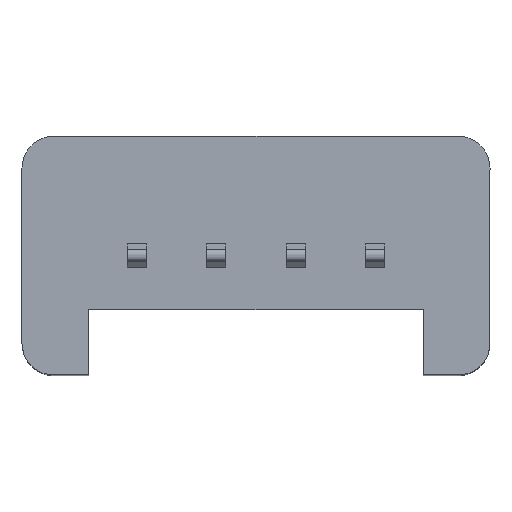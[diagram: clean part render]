
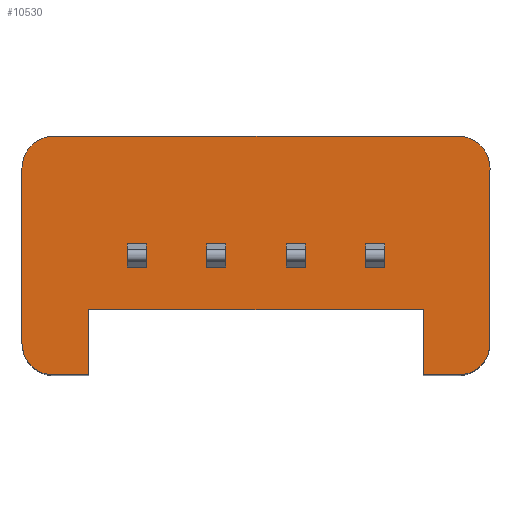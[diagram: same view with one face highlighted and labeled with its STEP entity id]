
A CAD part, top view. The second image highlights one B-rep face of the part: STEP entity #10530.
In plain terms, the highlighted planar face has unit normal (0, 0, 1).
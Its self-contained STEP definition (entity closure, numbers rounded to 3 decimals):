
#120=CARTESIAN_POINT('',(-9.922,33.385,14.2));
#130=VERTEX_POINT('',#120);
#920=CARTESIAN_POINT('',(2.778,33.385,14.2));
#930=VERTEX_POINT('',#920);
#960=CARTESIAN_POINT('',(0.,33.385,14.2));
#970=DIRECTION('',(1.,0.,0.));
#980=VECTOR('',#970,1.);
#990=LINE('',#960,#980);
#1000=EDGE_CURVE('',#130,#930,#990,.T.);
#4890=CARTESIAN_POINT('',(-10.922,26.885,14.2));
#4900=VERTEX_POINT('',#4890);
#4980=CARTESIAN_POINT('',(-10.922,32.385,14.2));
#4990=VERTEX_POINT('',#4980);
#5020=CARTESIAN_POINT('',(-10.922,0.,14.2));
#5030=DIRECTION('',(0.,1.,0.));
#5040=VECTOR('',#5030,1.);
#5050=LINE('',#5020,#5040);
#5060=EDGE_CURVE('',#4900,#4990,#5050,.T.);
#5270=CARTESIAN_POINT('',(3.778,32.385,14.2));
#5280=VERTEX_POINT('',#5270);
#5310=CARTESIAN_POINT('',(2.778,32.385,14.2));
#5320=DIRECTION('',(0.,0.,1.));
#5330=DIRECTION('',(1.,0.,0.));
#5340=AXIS2_PLACEMENT_3D('',#5310,#5320,#5330);
#5350=CIRCLE('',#5340,1.);
#5360=EDGE_CURVE('',#5280,#930,#5350,.T.);
#8090=CARTESIAN_POINT('',(3.778,26.885,14.2));
#8100=VERTEX_POINT('',#8090);
#8130=CARTESIAN_POINT('',(3.778,0.,14.2));
#8140=DIRECTION('',(0.,-1.,0.));
#8150=VECTOR('',#8140,1.);
#8160=LINE('',#8130,#8150);
#8170=EDGE_CURVE('',#5280,#8100,#8160,.T.);
#8670=CARTESIAN_POINT('',(-2.37,32.026,14.2));
#8680=DIRECTION('',(0.,0.,1.));
#8690=DIRECTION('',(1.,0.,0.));
#8700=AXIS2_PLACEMENT_3D('',#8670,#8680,#8690);
#8710=PLANE('',#8700);
#8720=CARTESIAN_POINT('',(2.778,26.885,14.2));
#8730=DIRECTION('',(0.,0.,1.));
#8740=DIRECTION('',(1.,0.,0.));
#8750=AXIS2_PLACEMENT_3D('',#8720,#8730,#8740);
#8760=CIRCLE('',#8750,1.);
#8770=CARTESIAN_POINT('',(2.778,25.885,14.2));
#8780=VERTEX_POINT('',#8770);
#8790=EDGE_CURVE('',#8780,#8100,#8760,.T.);
#8800=ORIENTED_EDGE('',*,*,#8790,.T.);
#8810=CARTESIAN_POINT('',(0.,25.885,14.2));
#8820=DIRECTION('',(-1.,0.,0.));
#8830=VECTOR('',#8820,1.);
#8840=LINE('',#8810,#8830);
#8850=CARTESIAN_POINT('',(1.678,25.885,14.2));
#8860=VERTEX_POINT('',#8850);
#8870=EDGE_CURVE('',#8780,#8860,#8840,.T.);
#8880=ORIENTED_EDGE('',*,*,#8870,.F.);
#8890=CARTESIAN_POINT('',(1.678,0.,14.2));
#8900=DIRECTION('',(0.,1.,0.));
#8910=VECTOR('',#8900,1.);
#8920=LINE('',#8890,#8910);
#8930=CARTESIAN_POINT('',(1.678,27.935,14.2));
#8940=VERTEX_POINT('',#8930);
#8950=EDGE_CURVE('',#8860,#8940,#8920,.T.);
#8960=ORIENTED_EDGE('',*,*,#8950,.F.);
#8970=CARTESIAN_POINT('',(0.,27.935,14.2));
#8980=DIRECTION('',(-1.,0.,0.));
#8990=VECTOR('',#8980,1.);
#9000=LINE('',#8970,#8990);
#9010=CARTESIAN_POINT('',(-8.822,27.935,14.2));
#9020=VERTEX_POINT('',#9010);
#9030=EDGE_CURVE('',#8940,#9020,#9000,.T.);
#9040=ORIENTED_EDGE('',*,*,#9030,.F.);
#9050=CARTESIAN_POINT('',(-8.822,0.,14.2));
#9060=DIRECTION('',(0.,-1.,0.));
#9070=VECTOR('',#9060,1.);
#9080=LINE('',#9050,#9070);
#9090=CARTESIAN_POINT('',(-8.822,25.885,14.2));
#9100=VERTEX_POINT('',#9090);
#9110=EDGE_CURVE('',#9020,#9100,#9080,.T.);
#9120=ORIENTED_EDGE('',*,*,#9110,.F.);
#9130=CARTESIAN_POINT('',(0.,25.885,14.2));
#9140=DIRECTION('',(-1.,0.,0.));
#9150=VECTOR('',#9140,1.);
#9160=LINE('',#9130,#9150);
#9170=CARTESIAN_POINT('',(-9.922,25.885,14.2));
#9180=VERTEX_POINT('',#9170);
#9190=EDGE_CURVE('',#9100,#9180,#9160,.T.);
#9200=ORIENTED_EDGE('',*,*,#9190,.F.);
#9210=CARTESIAN_POINT('',(-9.922,26.885,14.2));
#9220=DIRECTION('',(0.,0.,1.));
#9230=DIRECTION('',(1.,0.,0.));
#9240=AXIS2_PLACEMENT_3D('',#9210,#9220,#9230);
#9250=CIRCLE('',#9240,1.);
#9260=EDGE_CURVE('',#4900,#9180,#9250,.T.);
#9270=ORIENTED_EDGE('',*,*,#9260,.T.);
#9280=ORIENTED_EDGE('',*,*,#5060,.F.);
#9290=CARTESIAN_POINT('',(-9.922,32.385,14.2));
#9300=DIRECTION('',(0.,0.,1.));
#9310=DIRECTION('',(1.,0.,0.));
#9320=AXIS2_PLACEMENT_3D('',#9290,#9300,#9310);
#9330=CIRCLE('',#9320,1.);
#9340=EDGE_CURVE('',#130,#4990,#9330,.T.);
#9350=ORIENTED_EDGE('',*,*,#9340,.T.);
#9360=ORIENTED_EDGE('',*,*,#1000,.F.);
#9370=ORIENTED_EDGE('',*,*,#5360,.T.);
#9380=ORIENTED_EDGE('',*,*,#8170,.F.);
#9390=EDGE_LOOP('',(#9380,#9370,#9360,#9350,#9280,#9270,#9200,#9120,
#9040,#8960,#8880,#8800));
#9400=FACE_OUTER_BOUND('',#9390,.T.);
#9410=CARTESIAN_POINT('',(-0.122,0.,14.2));
#9420=DIRECTION('',(0.,-1.,0.));
#9430=VECTOR('',#9420,1.);
#9440=LINE('',#9410,#9430);
#9450=CARTESIAN_POINT('',(-0.122,30.,14.2));
#9460=VERTEX_POINT('',#9450);
#9470=CARTESIAN_POINT('',(-0.122,29.27,14.2));
#9480=VERTEX_POINT('',#9470);
#9490=EDGE_CURVE('',#9460,#9480,#9440,.T.);
#9500=ORIENTED_EDGE('',*,*,#9490,.F.);
#9510=CARTESIAN_POINT('',(0.,29.27,14.2));
#9520=DIRECTION('',(1.,0.,0.));
#9530=VECTOR('',#9520,1.);
#9540=LINE('',#9510,#9530);
#9550=CARTESIAN_POINT('',(0.478,29.27,14.2));
#9560=VERTEX_POINT('',#9550);
#9570=EDGE_CURVE('',#9480,#9560,#9540,.T.);
#9580=ORIENTED_EDGE('',*,*,#9570,.F.);
#9590=CARTESIAN_POINT('',(0.478,0.,14.2));
#9600=DIRECTION('',(0.,-1.,0.));
#9610=VECTOR('',#9600,1.);
#9620=LINE('',#9590,#9610);
#9630=CARTESIAN_POINT('',(0.478,30.,14.2));
#9640=VERTEX_POINT('',#9630);
#9650=EDGE_CURVE('',#9640,#9560,#9620,.T.);
#9660=ORIENTED_EDGE('',*,*,#9650,.T.);
#9670=CARTESIAN_POINT('',(0.,30.,14.2));
#9680=DIRECTION('',(-1.,0.,0.));
#9690=VECTOR('',#9680,1.);
#9700=LINE('',#9670,#9690);
#9710=EDGE_CURVE('',#9640,#9460,#9700,.T.);
#9720=ORIENTED_EDGE('',*,*,#9710,.F.);
#9730=EDGE_LOOP('',(#9720,#9660,#9580,#9500));
#9740=FACE_BOUND('',#9730,.T.);
#9750=CARTESIAN_POINT('',(-7.622,0.,14.2));
#9760=DIRECTION('',(0.,-1.,0.));
#9770=VECTOR('',#9760,1.);
#9780=LINE('',#9750,#9770);
#9790=CARTESIAN_POINT('',(-7.622,30.,14.2));
#9800=VERTEX_POINT('',#9790);
#9810=CARTESIAN_POINT('',(-7.622,29.27,14.2));
#9820=VERTEX_POINT('',#9810);
#9830=EDGE_CURVE('',#9800,#9820,#9780,.T.);
#9840=ORIENTED_EDGE('',*,*,#9830,.F.);
#9850=CARTESIAN_POINT('',(-7.022,29.27,14.2));
#9860=VERTEX_POINT('',#9850);
#9870=EDGE_CURVE('',#9820,#9860,#9540,.T.);
#9880=ORIENTED_EDGE('',*,*,#9870,.F.);
#9890=CARTESIAN_POINT('',(-7.022,0.,14.2));
#9900=DIRECTION('',(0.,-1.,0.));
#9910=VECTOR('',#9900,1.);
#9920=LINE('',#9890,#9910);
#9930=CARTESIAN_POINT('',(-7.022,30.,14.2));
#9940=VERTEX_POINT('',#9930);
#9950=EDGE_CURVE('',#9940,#9860,#9920,.T.);
#9960=ORIENTED_EDGE('',*,*,#9950,.T.);
#9970=EDGE_CURVE('',#9940,#9800,#9700,.T.);
#9980=ORIENTED_EDGE('',*,*,#9970,.F.);
#9990=EDGE_LOOP('',(#9980,#9960,#9880,#9840));
#10000=FACE_BOUND('',#9990,.T.);
#10010=CARTESIAN_POINT('',(-5.122,0.,14.2));
#10020=DIRECTION('',(0.,-1.,0.));
#10030=VECTOR('',#10020,1.);
#10040=LINE('',#10010,#10030);
#10050=CARTESIAN_POINT('',(-5.122,30.,14.2));
#10060=VERTEX_POINT('',#10050);
#10070=CARTESIAN_POINT('',(-5.122,29.27,14.2));
#10080=VERTEX_POINT('',#10070);
#10090=EDGE_CURVE('',#10060,#10080,#10040,.T.);
#10100=ORIENTED_EDGE('',*,*,#10090,.F.);
#10110=CARTESIAN_POINT('',(-4.522,29.27,14.2));
#10120=VERTEX_POINT('',#10110);
#10130=EDGE_CURVE('',#10080,#10120,#9540,.T.);
#10140=ORIENTED_EDGE('',*,*,#10130,.F.);
#10150=CARTESIAN_POINT('',(-4.522,0.,14.2));
#10160=DIRECTION('',(0.,-1.,0.));
#10170=VECTOR('',#10160,1.);
#10180=LINE('',#10150,#10170);
#10190=CARTESIAN_POINT('',(-4.522,30.,14.2));
#10200=VERTEX_POINT('',#10190);
#10210=EDGE_CURVE('',#10200,#10120,#10180,.T.);
#10220=ORIENTED_EDGE('',*,*,#10210,.T.);
#10230=EDGE_CURVE('',#10200,#10060,#9700,.T.);
#10240=ORIENTED_EDGE('',*,*,#10230,.F.);
#10250=EDGE_LOOP('',(#10240,#10220,#10140,#10100));
#10260=FACE_BOUND('',#10250,.T.);
#10270=CARTESIAN_POINT('',(-2.622,0.,14.2));
#10280=DIRECTION('',(0.,-1.,0.));
#10290=VECTOR('',#10280,1.);
#10300=LINE('',#10270,#10290);
#10310=CARTESIAN_POINT('',(-2.622,30.,14.2));
#10320=VERTEX_POINT('',#10310);
#10330=CARTESIAN_POINT('',(-2.622,29.27,14.2));
#10340=VERTEX_POINT('',#10330);
#10350=EDGE_CURVE('',#10320,#10340,#10300,.T.);
#10360=ORIENTED_EDGE('',*,*,#10350,.F.);
#10370=CARTESIAN_POINT('',(-2.022,29.27,14.2));
#10380=VERTEX_POINT('',#10370);
#10390=EDGE_CURVE('',#10340,#10380,#9540,.T.);
#10400=ORIENTED_EDGE('',*,*,#10390,.F.);
#10410=CARTESIAN_POINT('',(-2.022,0.,14.2));
#10420=DIRECTION('',(0.,-1.,0.));
#10430=VECTOR('',#10420,1.);
#10440=LINE('',#10410,#10430);
#10450=CARTESIAN_POINT('',(-2.022,30.,14.2));
#10460=VERTEX_POINT('',#10450);
#10470=EDGE_CURVE('',#10460,#10380,#10440,.T.);
#10480=ORIENTED_EDGE('',*,*,#10470,.T.);
#10490=EDGE_CURVE('',#10460,#10320,#9700,.T.);
#10500=ORIENTED_EDGE('',*,*,#10490,.F.);
#10510=EDGE_LOOP('',(#10500,#10480,#10400,#10360));
#10520=FACE_BOUND('',#10510,.T.);
#10530=ADVANCED_FACE('',(#9400,#9740,#10000,#10260,#10520),#8710,.T.);
